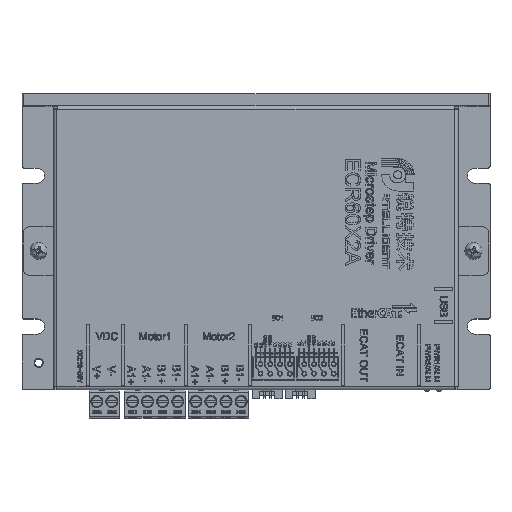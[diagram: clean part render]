
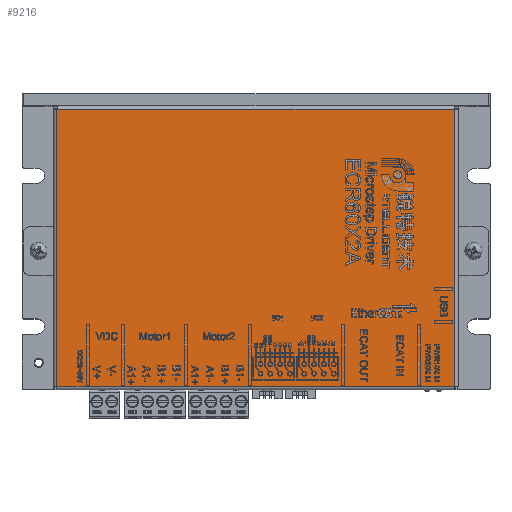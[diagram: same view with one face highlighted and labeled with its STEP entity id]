
A CAD part, top view. The second image highlights one B-rep face of the part: STEP entity #9216.
In plain terms, the highlighted planar face has unit normal (0, 0, 1).
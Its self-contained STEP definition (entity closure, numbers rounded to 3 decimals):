
#1247=DIRECTION('',(0.,-1.,0.));
#1248=VECTOR('',#1247,91.8);
#1249=CARTESIAN_POINT('',(-65.925,43.9,29.005));
#1250=LINE('',#1249,#1248);
#1300=DIRECTION('',(-1.,0.,0.));
#1301=VECTOR('',#1300,0.2);
#1302=CARTESIAN_POINT('',(-65.725,43.9,29.005));
#1303=LINE('',#1302,#1301);
#1304=DIRECTION('',(-1.,0.,0.));
#1305=VECTOR('',#1304,0.2);
#1306=CARTESIAN_POINT('',(65.875,43.9,29.005));
#1307=LINE('',#1306,#1305);
#1319=DIRECTION('',(0.,1.,0.));
#1320=VECTOR('',#1319,91.8);
#1321=CARTESIAN_POINT('',(65.875,-47.9,29.005));
#1322=LINE('',#1321,#1320);
#2645=DIRECTION('',(1.,0.,0.));
#2646=VECTOR('',#2645,131.8);
#2647=CARTESIAN_POINT('',(-65.925,-47.9,29.005));
#2648=LINE('',#2647,#2646);
#3288=DIRECTION('',(-1.,0.,0.));
#3289=VECTOR('',#3288,131.4);
#3290=CARTESIAN_POINT('',(65.675,43.9,29.005));
#3291=LINE('',#3290,#3289);
#6889=CARTESIAN_POINT('',(-65.925,-47.9,29.005));
#6891=VERTEX_POINT('',#6889);
#6898=CARTESIAN_POINT('',(-65.925,43.9,29.005));
#6900=VERTEX_POINT('',#6898);
#6905=CARTESIAN_POINT('',(-65.725,43.9,29.005));
#6906=VERTEX_POINT('',#6905);
#6915=CARTESIAN_POINT('',(65.875,43.9,29.005));
#6916=CARTESIAN_POINT('',(65.675,43.9,29.005));
#6917=VERTEX_POINT('',#6915);
#6918=VERTEX_POINT('',#6916);
#6923=CARTESIAN_POINT('',(65.875,-47.9,29.005));
#6924=VERTEX_POINT('',#6923);
#9200=CARTESIAN_POINT('',(-0.025,-2.,29.005));
#9201=DIRECTION('',(0.,0.,1.));
#9202=DIRECTION('',(1.,0.,0.));
#9203=AXIS2_PLACEMENT_3D('',#9200,#9201,#9202);
#9204=PLANE('',#9203);
#9206=ORIENTED_EDGE('',*,*,#9205,.F.);
#9208=ORIENTED_EDGE('',*,*,#9207,.F.);
#9209=ORIENTED_EDGE('',*,*,#9106,.F.);
#9210=ORIENTED_EDGE('',*,*,#9131,.F.);
#9212=ORIENTED_EDGE('',*,*,#9211,.F.);
#9213=ORIENTED_EDGE('',*,*,#9179,.F.);
#9214=EDGE_LOOP('',(#9206,#9208,#9209,#9210,#9212,#9213));
#9215=FACE_OUTER_BOUND('',#9214,.F.);
#9216=ADVANCED_FACE('',(#9215),#9204,.T.);
#9106=EDGE_CURVE('',#6900,#6891,#1250,.T.);
#9131=EDGE_CURVE('',#6906,#6900,#1303,.T.);
#9179=EDGE_CURVE('',#6917,#6918,#1307,.T.);
#9205=EDGE_CURVE('',#6924,#6917,#1322,.T.);
#9207=EDGE_CURVE('',#6891,#6924,#2648,.T.);
#9211=EDGE_CURVE('',#6918,#6906,#3291,.T.);
